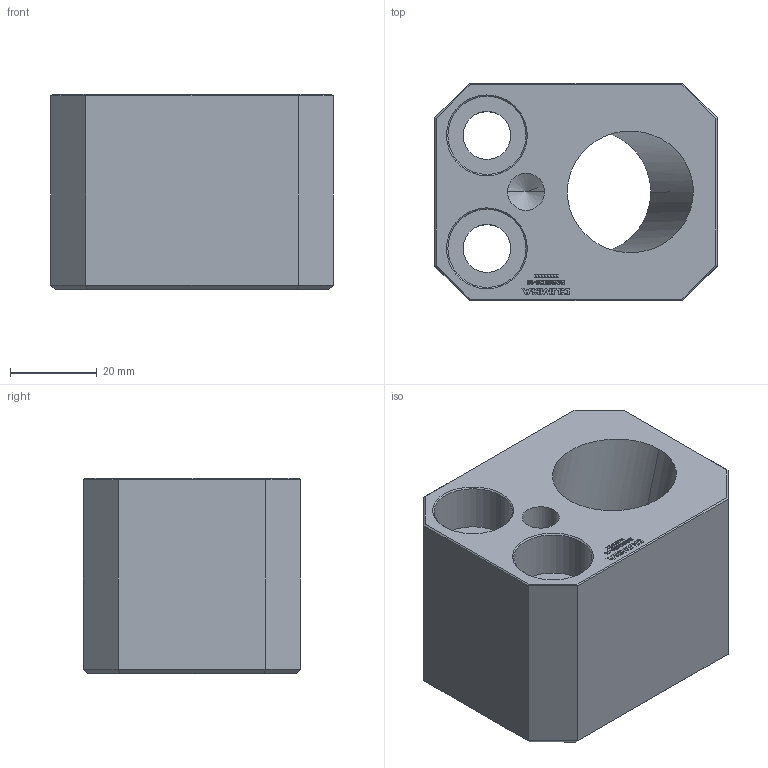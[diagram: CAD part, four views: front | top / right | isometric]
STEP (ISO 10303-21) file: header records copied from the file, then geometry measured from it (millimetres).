
FILE_DESCRIPTION (( 'STEP AP214' ), '1' );
FILE_NAME ('BG655028-15.STEP', '2018-03-09T10:37:10', ( '' ), ( '' ), 'SwSTEP 2.0', 'SolidWorks 2017', '' );
FILE_SCHEMA (( 'AUTOMOTIVE_DESIGN' ));
Length unit declared in the file: millimetre
Products named in the file (1): BG655028-15
Bounding box: 65 x 50 x 45 mm (x, y, z)
Volume: 97651.5 mm3; surface area: 21893.4 mm2
Topology: 1 solids, 1 shells, 444 faces, 1205 edges, 795 vertices
Faces by surface type: plane 254, bspline 170, cylinder 14, cone 6
Entity records: 25977 total; most frequent: CARTESIAN_POINT 11647, ORIENTED_EDGE 2406, DIRECTION 1435, EDGE_CURVE 1203, LINE 829, VECTOR 829, VERTEX_POINT 795, EDGE_LOOP 484
